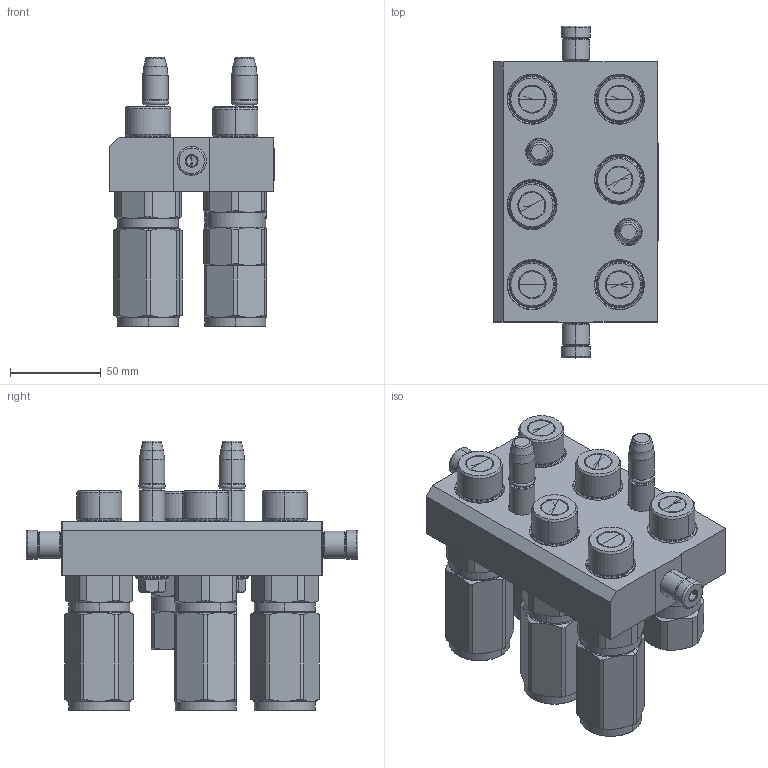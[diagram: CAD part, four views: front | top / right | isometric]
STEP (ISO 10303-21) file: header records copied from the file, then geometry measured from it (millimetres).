
FILE_DESCRIPTION (( 'STEP AP214' ), '1' );
FILE_NAME ('FASTER.step', '2023-03-24T09:34:32', ( '' ), ( '' ), 'SwSTEP 2.0', 'SolidWorks 2017', '' );
FILE_SCHEMA (( 'AUTOMOTIVE_DESIGN' ));
Length unit declared in the file: millimetre
Products named in the file (12): 3ffnp12_gas_m; or2_62x9_19_m; FASTER; 1540_080_0008_000; P608_M_BASE; 4850_010_0000_010; 4830_028_1000_011; 4830_021_0000_000; 4830_013_3000_030; et002; 2ffnp12-18g_m
Assembly tree (20 placements, depth 3):
  FASTER
    P608_M_BASE
      4850_010_0000_010
      4830_021_0000_000  x2
      4830_013_3000_030  x2
      4830_028_1000_011  x2
      1540_080_0008_000  x2
      or2_62x9_19_m  x2
    3ffnp12_gas_m  x4
      3ffnp12_gas_m
    2ffnp12-18g_m  x2
    et002
Bounding box: 90.3 x 182.6 x 148.2 mm (x, y, z)
Volume: 75809.1 mm3; surface area: 188171.4 mm2
Topology: 11 solids, 62 shells, 2821 faces, 8081 edges, 5256 vertices
Faces by surface type: plane 1484, cone 514, cylinder 505, torus 176, bspline 142
Entity records: 64983 total; most frequent: CARTESIAN_POINT 16115, ORIENTED_EDGE 9015, DIRECTION 8465, EDGE_CURVE 4702, VECTOR 3291, LINE 3291, VERTEX_POINT 3059, AXIS2_PLACEMENT_3D 2587
